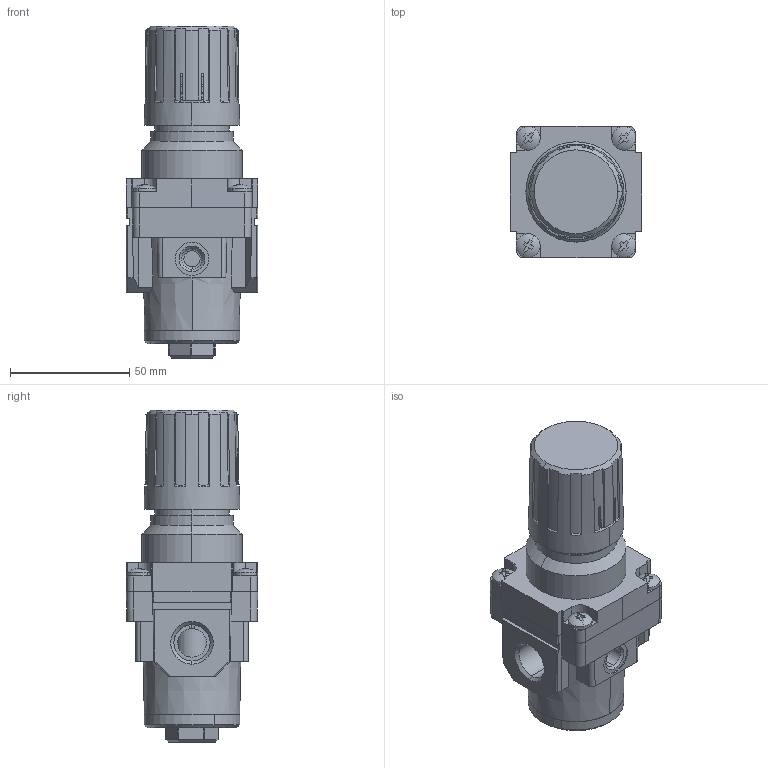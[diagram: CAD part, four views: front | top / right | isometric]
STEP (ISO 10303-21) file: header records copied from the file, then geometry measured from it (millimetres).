
FILE_DESCRIPTION (( 'STEP AP214' ), '1' );
FILE_NAME ('Janatics-R14.STEP', '2019-11-08T11:15:01', ( '' ), ( '' ), 'SwSTEP 2.0', 'SolidWorks 2019', '' );
FILE_SCHEMA (( 'AUTOMOTIVE_DESIGN' ));
Length unit declared in the file: millimetre
Products named in the file (6): M5X25mm screw; knobknobR14; bonnetbonR14; BPLUGR14; Janatics-R14; HousingRHOUSINGR14
Assembly tree (8 placements, depth 2):
  Janatics-R14
    HousingRHOUSINGR14
    bonnetbonR14
    knobknobR14
    BPLUGR14
    M5X25mm screw  x4
Bounding box: 55 x 55.2 x 139 mm (x, y, z)
Volume: 74832.1 mm3; surface area: 69294.9 mm2
Topology: 7 solids, 8 shells, 931 faces, 2592 edges, 1695 vertices
Faces by surface type: plane 400, cylinder 348, cone 93, bspline 58, torus 32
Entity records: 32375 total; most frequent: CARTESIAN_POINT 11164, ORIENTED_EDGE 4783, DIRECTION 4005, EDGE_CURVE 2394, VERTEX_POINT 1567, AXIS2_PLACEMENT_3D 1529, VECTOR 947, LINE 947
